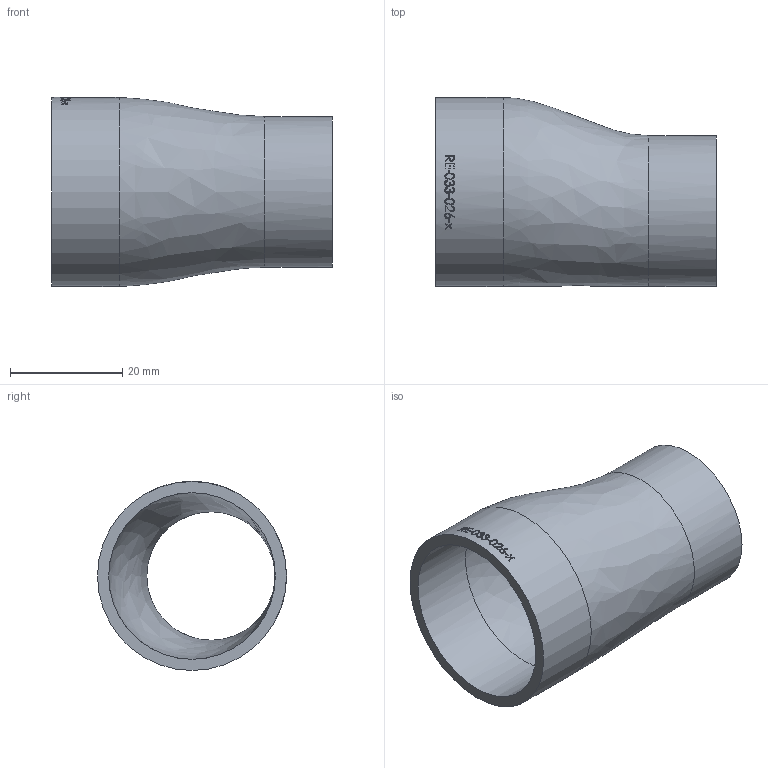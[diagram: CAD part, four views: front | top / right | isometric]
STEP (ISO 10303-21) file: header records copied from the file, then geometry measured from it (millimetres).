
FILE_DESCRIPTION (( 'STEP AP214' ), '1' );
FILE_NAME ('RE-033-026-x Reduzierung Exzenter 33,7x26,9x2,0x2,0 BL50 2012.STEP', '2020-12-30T10:41:45', ( '' ), ( '' ), 'SwSTEP 2.0', 'SolidWorks 2019', '' );
FILE_SCHEMA (( 'AUTOMOTIVE_DESIGN' ));
Length unit declared in the file: millimetre
Products named in the file (1): RE-033-026-x Reduzierung Exzenter 33,7x26,9x2,0x2,0 BL50 2012
Bounding box: 50 x 33.7 x 33.7 mm (x, y, z)
Volume: 9006.6 mm3; surface area: 9315.3 mm2
Topology: 1 solids, 1 shells, 154 faces, 411 edges, 274 vertices
Faces by surface type: bspline 84, plane 48, cylinder 22
Full cylindrical faces by diameter (mm): 22.9 x1, 26.9 x1, 29.7 x1, 33.7 x1
Entity records: 14370 total; most frequent: CARTESIAN_POINT 9780, ORIENTED_EDGE 784, EDGE_CURVE 392, DIRECTION 327, B_SPLINE_CURVE_WITH_KNOTS 264, VERTEX_POINT 264, EDGE_LOOP 176, FACE_OUTER_BOUND 158
